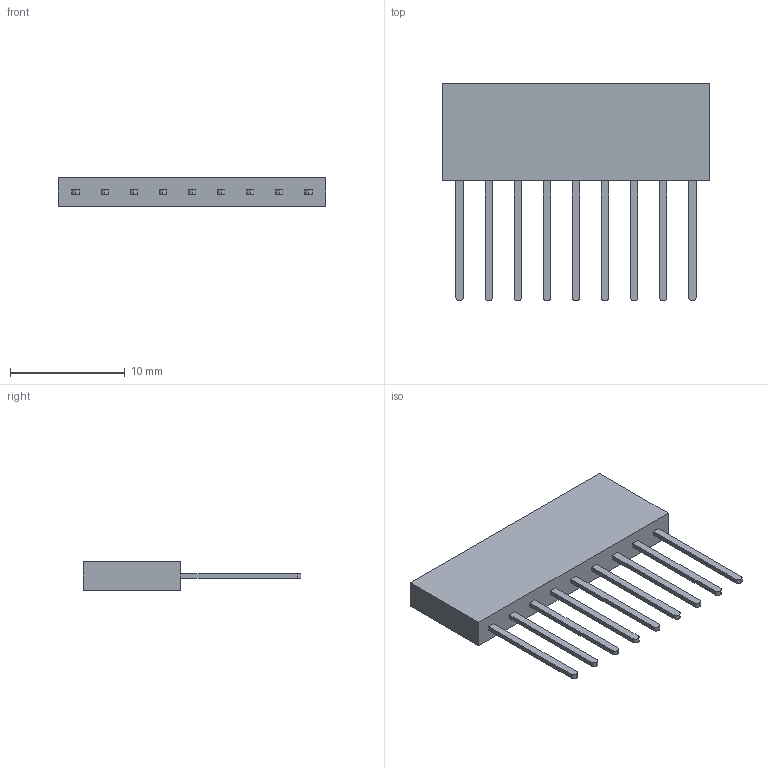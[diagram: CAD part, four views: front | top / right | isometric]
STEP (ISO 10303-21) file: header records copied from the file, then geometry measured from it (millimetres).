
FILE_DESCRIPTION (( 'STEP AP214' ), '1' );
FILE_NAME ('PRT-16279.STEP', '2021-08-03T12:09:30', ( '' ), ( '' ), 'SwSTEP 2.0', 'SolidWorks 2018', '' );
FILE_SCHEMA (( 'AUTOMOTIVE_DESIGN' ));
Length unit declared in the file: millimetre
Products named in the file (2): PRT-16279
Bounding box: 23.36 x 19 x 2.5 mm (x, y, z)
Volume: 466.1 mm3; surface area: 1251.9 mm2
Topology: 10 solids, 10 shells, 402 faces, 1056 edges, 692 vertices
Faces by surface type: plane 294, cylinder 108
Entity records: 16876 total; most frequent: CARTESIAN_POINT 2152, ORIENTED_EDGE 2112, DIRECTION 2080, EDGE_CURVE 1056, LINE 840, VECTOR 840, VERTEX_POINT 692, AXIS2_PLACEMENT_3D 620
